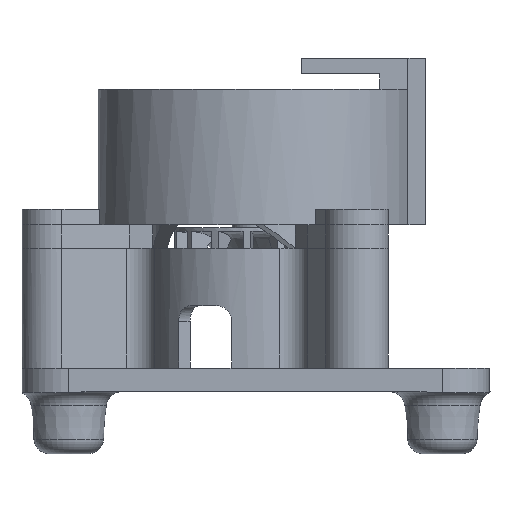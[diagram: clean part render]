
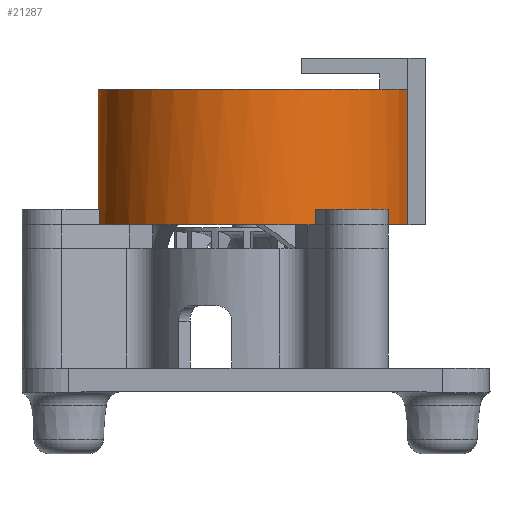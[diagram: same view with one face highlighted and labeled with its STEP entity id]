
A CAD part, left-side view. The second image highlights one B-rep face of the part: STEP entity #21287.
In plain terms, the highlighted cylindrical face has radius 10.1 mm (diameter 20.2 mm), a partial arc.
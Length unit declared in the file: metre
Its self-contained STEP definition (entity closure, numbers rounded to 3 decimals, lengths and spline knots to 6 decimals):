
#1514=CIRCLE('',#22588,0.0101);
#1515=CIRCLE('',#22589,0.0101);
#1516=CIRCLE('',#22590,0.0101);
#1517=CIRCLE('',#22591,0.0101);
#1518=CIRCLE('',#22592,0.0101);
#1519=CIRCLE('',#22593,0.0101);
#1520=CIRCLE('',#22594,0.0101);
#1521=CIRCLE('',#22595,0.0101);
#2813=CYLINDRICAL_SURFACE('',#22587,0.0101);
#3423=ORIENTED_EDGE('',*,*,#10407,.T.);
#3424=ORIENTED_EDGE('',*,*,#10405,.T.);
#3425=ORIENTED_EDGE('',*,*,#10408,.F.);
#3426=ORIENTED_EDGE('',*,*,#10409,.F.);
#3427=ORIENTED_EDGE('',*,*,#10410,.T.);
#3428=ORIENTED_EDGE('',*,*,#10411,.F.);
#3429=ORIENTED_EDGE('',*,*,#10412,.T.);
#3430=ORIENTED_EDGE('',*,*,#10413,.T.);
#3431=ORIENTED_EDGE('',*,*,#10414,.T.);
#3432=ORIENTED_EDGE('',*,*,#10415,.F.);
#3433=ORIENTED_EDGE('',*,*,#10416,.T.);
#3434=ORIENTED_EDGE('',*,*,#10417,.T.);
#3435=ORIENTED_EDGE('',*,*,#10418,.T.);
#3436=ORIENTED_EDGE('',*,*,#10419,.F.);
#3437=ORIENTED_EDGE('',*,*,#10420,.T.);
#3438=ORIENTED_EDGE('',*,*,#10421,.T.);
#10405=EDGE_CURVE('',#13898,#13897,#16231,.T.);
#10407=EDGE_CURVE('',#13899,#13898,#1514,.F.);
#10408=EDGE_CURVE('',#13900,#13897,#1515,.T.);
#10409=EDGE_CURVE('',#13901,#13900,#16233,.T.);
#10410=EDGE_CURVE('',#13901,#13902,#1516,.F.);
#10411=EDGE_CURVE('',#13903,#13902,#16234,.T.);
#10412=EDGE_CURVE('',#13903,#13904,#1517,.F.);
#10413=EDGE_CURVE('',#13904,#13905,#16235,.T.);
#10414=EDGE_CURVE('',#13905,#13906,#1518,.F.);
#10415=EDGE_CURVE('',#13907,#13906,#16236,.T.);
#10416=EDGE_CURVE('',#13907,#13908,#1519,.F.);
#10417=EDGE_CURVE('',#13908,#13909,#16237,.T.);
#10418=EDGE_CURVE('',#13909,#13910,#1520,.F.);
#10419=EDGE_CURVE('',#13911,#13910,#16238,.T.);
#10420=EDGE_CURVE('',#13911,#13912,#1521,.F.);
#10421=EDGE_CURVE('',#13912,#13899,#16239,.T.);
#13897=VERTEX_POINT('',#30099);
#13898=VERTEX_POINT('',#30101);
#13899=VERTEX_POINT('',#30105);
#13900=VERTEX_POINT('',#30107);
#13901=VERTEX_POINT('',#30109);
#13902=VERTEX_POINT('',#30111);
#13903=VERTEX_POINT('',#30113);
#13904=VERTEX_POINT('',#30115);
#13905=VERTEX_POINT('',#30117);
#13906=VERTEX_POINT('',#30119);
#13907=VERTEX_POINT('',#30121);
#13908=VERTEX_POINT('',#30123);
#13909=VERTEX_POINT('',#30125);
#13910=VERTEX_POINT('',#30127);
#13911=VERTEX_POINT('',#30129);
#13912=VERTEX_POINT('',#30131);
#16231=LINE('',#30100,#17357);
#16233=LINE('',#30108,#17359);
#16234=LINE('',#30112,#17360);
#16235=LINE('',#30116,#17361);
#16236=LINE('',#30120,#17362);
#16237=LINE('',#30124,#17363);
#16238=LINE('',#30128,#17364);
#16239=LINE('',#30132,#17365);
#17357=VECTOR('',#24721,1.);
#17359=VECTOR('',#24729,1.);
#17360=VECTOR('',#24732,1.);
#17361=VECTOR('',#24735,1.);
#17362=VECTOR('',#24738,1.);
#17363=VECTOR('',#24741,1.);
#17364=VECTOR('',#24744,1.);
#17365=VECTOR('',#24747,1.);
#18478=EDGE_LOOP('',(#3423,#3424,#3425,#3426,#3427,#3428,#3429,#3430,#3431,
#3432,#3433,#3434,#3435,#3436,#3437,#3438));
#19786=FACE_BOUND('',#18478,.T.);
#21287=ADVANCED_FACE('',(#19786),#2813,.T.);
#22587=AXIS2_PLACEMENT_3D('',#30103,#24723,#24724);
#22588=AXIS2_PLACEMENT_3D('',#30104,#24725,#24726);
#22589=AXIS2_PLACEMENT_3D('',#30106,#24727,#24728);
#22590=AXIS2_PLACEMENT_3D('',#30110,#24730,#24731);
#22591=AXIS2_PLACEMENT_3D('',#30114,#24733,#24734);
#22592=AXIS2_PLACEMENT_3D('',#30118,#24736,#24737);
#22593=AXIS2_PLACEMENT_3D('',#30122,#24739,#24740);
#22594=AXIS2_PLACEMENT_3D('',#30126,#24742,#24743);
#22595=AXIS2_PLACEMENT_3D('',#30130,#24745,#24746);
#24721=DIRECTION('',(0.,0.,1.));
#24723=DIRECTION('',(0.,0.,-1.));
#24724=DIRECTION('',(0.,1.,0.));
#24725=DIRECTION('',(0.,0.,-1.));
#24726=DIRECTION('',(-1.,0.,0.));
#24727=DIRECTION('',(0.,0.,1.));
#24728=DIRECTION('',(0.,-1.,0.));
#24729=DIRECTION('',(0.,0.,1.));
#24730=DIRECTION('',(0.,0.,-1.));
#24731=DIRECTION('',(-1.,0.,0.));
#24732=DIRECTION('',(0.,0.,-1.));
#24733=DIRECTION('',(0.,0.,-1.));
#24734=DIRECTION('',(0.5,0.866,0.));
#24735=DIRECTION('',(0.,0.,-1.));
#24736=DIRECTION('',(0.,0.,-1.));
#24737=DIRECTION('',(-1.,0.,0.));
#24738=DIRECTION('',(0.,0.,-1.));
#24739=DIRECTION('',(0.,0.,-1.));
#24740=DIRECTION('',(-1.,0.,0.));
#24741=DIRECTION('',(0.,0.,-1.));
#24742=DIRECTION('',(0.,0.,-1.));
#24743=DIRECTION('',(-1.,0.,0.));
#24744=DIRECTION('',(0.,0.,-1.));
#24745=DIRECTION('',(0.,0.,-1.));
#24746=DIRECTION('',(0.5,-0.866,0.));
#24747=DIRECTION('',(0.,0.,-1.));
#30099=CARTESIAN_POINT('',(-0.0025,-0.009786,0.0194));
#30100=CARTESIAN_POINT('',(-0.0025,-0.009786,-0.0056));
#30101=CARTESIAN_POINT('',(-0.0025,-0.009786,0.0107));
#30103=CARTESIAN_POINT('',(0.,0.,0.0194));
#30104=CARTESIAN_POINT('',(0.,0.,0.0107));
#30105=CARTESIAN_POINT('',(-0.007992,-0.006176,0.0107));
#30106=CARTESIAN_POINT('',(0.,0.,0.0194));
#30107=CARTESIAN_POINT('',(0.0025,-0.009786,0.0194));
#30108=CARTESIAN_POINT('',(0.0025,-0.009786,-0.0056));
#30109=CARTESIAN_POINT('',(0.0025,-0.009786,0.0107));
#30110=CARTESIAN_POINT('',(0.,0.,0.0107));
#30111=CARTESIAN_POINT('',(0.007992,-0.006176,0.0107));
#30112=CARTESIAN_POINT('',(0.007992,-0.006176,0.0117));
#30113=CARTESIAN_POINT('',(0.007992,-0.006176,0.0117));
#30114=CARTESIAN_POINT('',(0.,0.,0.0117));
#30115=CARTESIAN_POINT('',(0.009344,-0.003833,0.0117));
#30116=CARTESIAN_POINT('',(0.009344,-0.003833,0.0117));
#30117=CARTESIAN_POINT('',(0.009344,-0.003833,0.0107));
#30118=CARTESIAN_POINT('',(0.,0.,0.0107));
#30119=CARTESIAN_POINT('',(0.001353,0.010009,0.0107));
#30120=CARTESIAN_POINT('',(0.001353,0.010009,0.0117));
#30121=CARTESIAN_POINT('',(0.001353,0.010009,0.0117));
#30122=CARTESIAN_POINT('',(0.,0.,0.0117));
#30123=CARTESIAN_POINT('',(-0.001353,0.010009,0.0117));
#30124=CARTESIAN_POINT('',(-0.001353,0.010009,0.0117));
#30125=CARTESIAN_POINT('',(-0.001353,0.010009,0.0107));
#30126=CARTESIAN_POINT('',(0.,0.,0.0107));
#30127=CARTESIAN_POINT('',(-0.009344,-0.003833,0.0107));
#30128=CARTESIAN_POINT('',(-0.009344,-0.003833,0.0117));
#30129=CARTESIAN_POINT('',(-0.009344,-0.003833,0.0117));
#30130=CARTESIAN_POINT('',(0.,0.,
0.0117));
#30131=CARTESIAN_POINT('',(-0.007992,-0.006176,0.0117));
#30132=CARTESIAN_POINT('',(-0.007992,-0.006176,0.0117));
